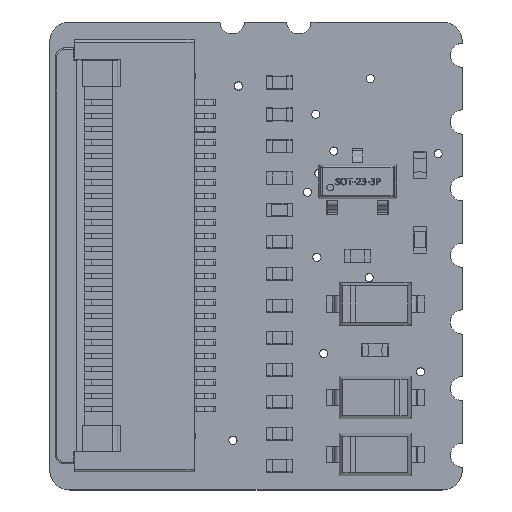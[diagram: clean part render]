
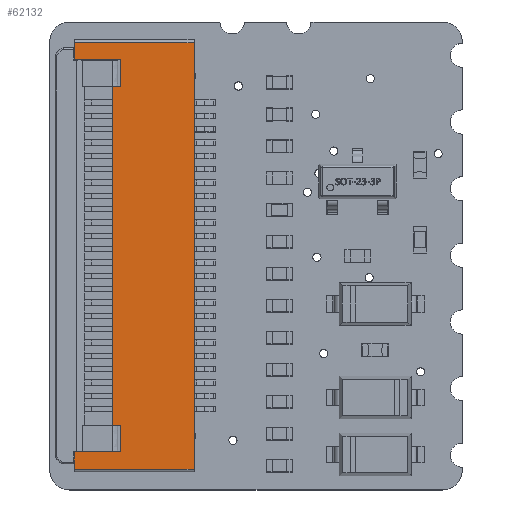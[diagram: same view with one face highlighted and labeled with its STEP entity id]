
A CAD part, top view. The second image highlights one B-rep face of the part: STEP entity #62132.
In plain terms, the highlighted planar face has unit normal (0, 0, 1).
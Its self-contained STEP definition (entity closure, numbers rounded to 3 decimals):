
#60642 = EDGE_CURVE('',#60643,#60645,#60647,.T.);
#60643 = VERTEX_POINT('',#60644);
#60644 = CARTESIAN_POINT('',(8.,2.05,2.));
#60645 = VERTEX_POINT('',#60646);
#60646 = CARTESIAN_POINT('',(-8.,2.05,2.));
#60647 = LINE('',#60648,#60649);
#60648 = CARTESIAN_POINT('',(-8.1,2.05,2.));
#60649 = VECTOR('',#60650,1.);
#60650 = DIRECTION('',(-1.,-0.,-0.));
#61434 = VERTEX_POINT('',#61435);
#61435 = CARTESIAN_POINT('',(8.,-2.45,2.));
#61442 = EDGE_CURVE('',#61443,#61434,#61445,.T.);
#61443 = VERTEX_POINT('',#61444);
#61444 = CARTESIAN_POINT('',(7.35,-2.45,2.));
#61445 = LINE('',#61446,#61447);
#61446 = CARTESIAN_POINT('',(-8.1,-2.45,2.));
#61447 = VECTOR('',#61448,1.);
#61448 = DIRECTION('',(1.,0.,0.));
#62019 = VERTEX_POINT('',#62020);
#62020 = CARTESIAN_POINT('',(-7.35,-2.45,2.));
#62026 = EDGE_CURVE('',#62027,#62019,#62029,.T.);
#62027 = VERTEX_POINT('',#62028);
#62028 = CARTESIAN_POINT('',(-8.,-2.45,2.));
#62029 = LINE('',#62030,#62031);
#62030 = CARTESIAN_POINT('',(-8.1,-2.45,2.));
#62031 = VECTOR('',#62032,1.);
#62032 = DIRECTION('',(1.,0.,0.));
#62132 = ADVANCED_FACE('',(#62133),#62204,.T.);
#62133 = FACE_BOUND('',#62134,.T.);
#62134 = EDGE_LOOP('',(#62135,#62136,#62142,#62143,#62149,#62150,#62158,
    #62166,#62174,#62182,#62190,#62198));
#62135 = ORIENTED_EDGE('',*,*,#61442,.T.);
#62136 = ORIENTED_EDGE('',*,*,#62137,.T.);
#62137 = EDGE_CURVE('',#61434,#60643,#62138,.T.);
#62138 = LINE('',#62139,#62140);
#62139 = CARTESIAN_POINT('',(8.,2.05,2.));
#62140 = VECTOR('',#62141,1.);
#62141 = DIRECTION('',(0.,1.,-0.));
#62142 = ORIENTED_EDGE('',*,*,#60642,.T.);
#62143 = ORIENTED_EDGE('',*,*,#62144,.T.);
#62144 = EDGE_CURVE('',#60645,#62027,#62145,.T.);
#62145 = LINE('',#62146,#62147);
#62146 = CARTESIAN_POINT('',(-8.,-2.45,2.));
#62147 = VECTOR('',#62148,1.);
#62148 = DIRECTION('',(0.,-1.,0.));
#62149 = ORIENTED_EDGE('',*,*,#62026,.T.);
#62150 = ORIENTED_EDGE('',*,*,#62151,.F.);
#62151 = EDGE_CURVE('',#62152,#62019,#62154,.T.);
#62152 = VERTEX_POINT('',#62153);
#62153 = CARTESIAN_POINT('',(-7.35,-0.7,2.));
#62154 = LINE('',#62155,#62156);
#62155 = CARTESIAN_POINT('',(-7.35,-2.45,2.));
#62156 = VECTOR('',#62157,1.);
#62157 = DIRECTION('',(-0.,-1.,-0.));
#62158 = ORIENTED_EDGE('',*,*,#62159,.F.);
#62159 = EDGE_CURVE('',#62160,#62152,#62162,.T.);
#62160 = VERTEX_POINT('',#62161);
#62161 = CARTESIAN_POINT('',(-6.35,-0.7,2.));
#62162 = LINE('',#62163,#62164);
#62163 = CARTESIAN_POINT('',(-7.35,-0.7,2.));
#62164 = VECTOR('',#62165,1.);
#62165 = DIRECTION('',(-1.,-0.,-0.));
#62166 = ORIENTED_EDGE('',*,*,#62167,.F.);
#62167 = EDGE_CURVE('',#62168,#62160,#62170,.T.);
#62168 = VERTEX_POINT('',#62169);
#62169 = CARTESIAN_POINT('',(-6.35,-1.,2.));
#62170 = LINE('',#62171,#62172);
#62171 = CARTESIAN_POINT('',(-6.35,-0.7,2.));
#62172 = VECTOR('',#62173,1.);
#62173 = DIRECTION('',(0.,1.,-0.));
#62174 = ORIENTED_EDGE('',*,*,#62175,.F.);
#62175 = EDGE_CURVE('',#62176,#62168,#62178,.T.);
#62176 = VERTEX_POINT('',#62177);
#62177 = CARTESIAN_POINT('',(6.35,-1.,2.));
#62178 = LINE('',#62179,#62180);
#62179 = CARTESIAN_POINT('',(-6.35,-1.,2.));
#62180 = VECTOR('',#62181,1.);
#62181 = DIRECTION('',(-1.,-0.,-0.));
#62182 = ORIENTED_EDGE('',*,*,#62183,.F.);
#62183 = EDGE_CURVE('',#62184,#62176,#62186,.T.);
#62184 = VERTEX_POINT('',#62185);
#62185 = CARTESIAN_POINT('',(6.35,-0.7,2.));
#62186 = LINE('',#62187,#62188);
#62187 = CARTESIAN_POINT('',(6.35,-1.,2.));
#62188 = VECTOR('',#62189,1.);
#62189 = DIRECTION('',(-0.,-1.,-0.));
#62190 = ORIENTED_EDGE('',*,*,#62191,.F.);
#62191 = EDGE_CURVE('',#62192,#62184,#62194,.T.);
#62192 = VERTEX_POINT('',#62193);
#62193 = CARTESIAN_POINT('',(7.35,-0.7,2.));
#62194 = LINE('',#62195,#62196);
#62195 = CARTESIAN_POINT('',(6.35,-0.7,2.));
#62196 = VECTOR('',#62197,1.);
#62197 = DIRECTION('',(-1.,-0.,-0.));
#62198 = ORIENTED_EDGE('',*,*,#62199,.F.);
#62199 = EDGE_CURVE('',#61443,#62192,#62200,.T.);
#62200 = LINE('',#62201,#62202);
#62201 = CARTESIAN_POINT('',(7.35,-0.7,2.));
#62202 = VECTOR('',#62203,1.);
#62203 = DIRECTION('',(0.,1.,-0.));
#62204 = PLANE('',#62205);
#62205 = AXIS2_PLACEMENT_3D('',#62206,#62207,#62208);
#62206 = CARTESIAN_POINT('',(0.,0.,2.));
#62207 = DIRECTION('',(-0.,0.,1.));
#62208 = DIRECTION('',(1.,0.,0.));
